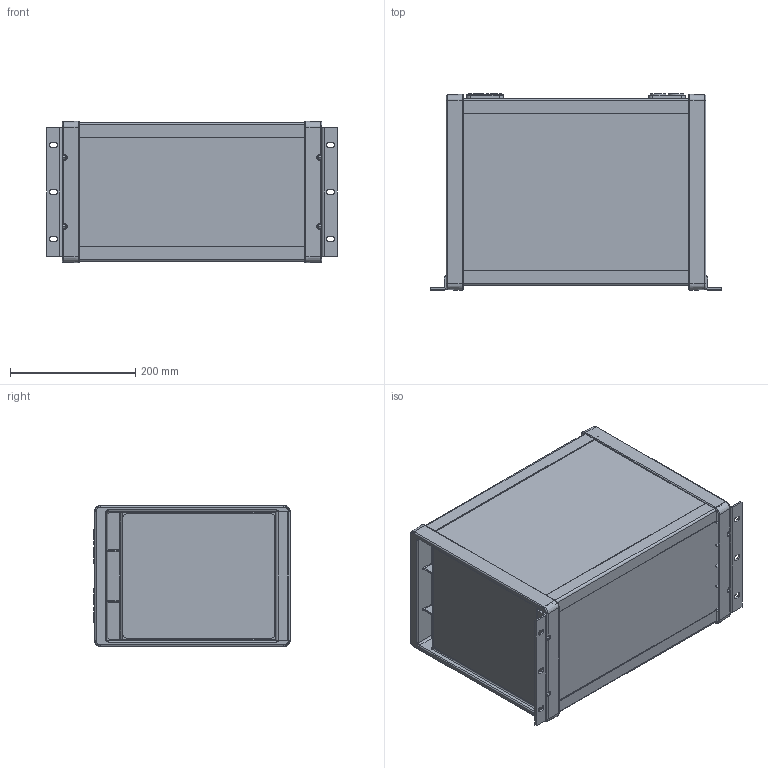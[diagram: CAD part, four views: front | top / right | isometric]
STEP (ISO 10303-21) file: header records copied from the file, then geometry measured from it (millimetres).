
FILE_DESCRIPTION (( 'STEP AP203' ), '1' );
FILE_NAME ('Model03.STEP', '2023-04-06T12:39:46', ( '' ), ( '' ), 'SwSTEP 2.0', 'SolidWorks 2021', '' );
FILE_SCHEMA (( 'CONFIG_CONTROL_DESIGN' ));
Length unit declared in the file: millimetre
Products named in the file (1): Model03
Bounding box: 464 x 313.35 x 225.69 mm (x, y, z)
Volume: 25916613.4 mm3; surface area: 756968.5 mm2
Topology: 3 solids, 3 shells, 1697 faces, 4303 edges, 2719 vertices
Faces by surface type: plane 995, cylinder 450, bspline 110, torus 76, cone 66
Entity records: 57959 total; most frequent: CARTESIAN_POINT 18700, ORIENTED_EDGE 8606, DIRECTION 7495, EDGE_CURVE 4303, VERTEX_POINT 2719, LINE 2513, VECTOR 2513, AXIS2_PLACEMENT_3D 2491
